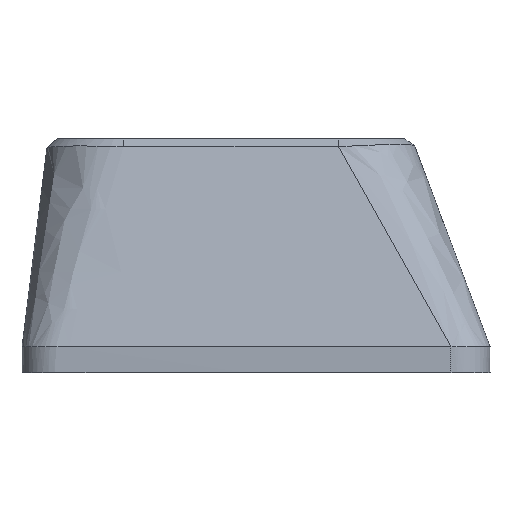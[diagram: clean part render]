
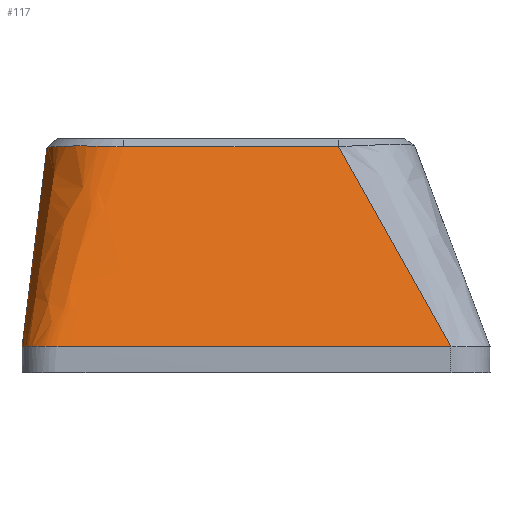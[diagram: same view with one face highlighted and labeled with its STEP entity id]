
A CAD part, left-side view. The second image highlights one B-rep face of the part: STEP entity #117.
In plain terms, the highlighted free-form (B-spline) face has degree [1, 2] with [2, 9] control points.
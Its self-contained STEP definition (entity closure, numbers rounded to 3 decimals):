
#117=ADVANCED_FACE('',(#206),#1355,.T.);
#206=FACE_OUTER_BOUND('',#301,.T.);
#301=EDGE_LOOP('',(#744,#745,#746,#747,#748,#749,#750));
#744=ORIENTED_EDGE('',*,*,#834,.F.);
#745=ORIENTED_EDGE('',*,*,#833,.T.);
#746=ORIENTED_EDGE('',*,*,#840,.T.);
#747=ORIENTED_EDGE('',*,*,#849,.T.);
#748=ORIENTED_EDGE('',*,*,#848,.T.);
#749=ORIENTED_EDGE('',*,*,#847,.T.);
#750=ORIENTED_EDGE('',*,*,#977,.F.);
#833=EDGE_CURVE('',#1257,#1260,#997,.T.);
#834=EDGE_CURVE('',#1257,#1349,#998,.T.);
#840=EDGE_CURVE('',#1260,#1268,#1081,.T.);
#847=EDGE_CURVE('',#1266,#1265,#1088,.T.);
#848=EDGE_CURVE('',#1267,#1266,#1089,.T.);
#849=EDGE_CURVE('',#1268,#1267,#1090,.T.);
#977=EDGE_CURVE('',#1349,#1265,#1013,.T.);
#997=(
BOUNDED_CURVE()
B_SPLINE_CURVE(1,(#2288,#2289),.UNSPECIFIED.,.F.,.F.)
B_SPLINE_CURVE_WITH_KNOTS((2,2),(1.,10.038),.UNSPECIFIED.)
CURVE()
GEOMETRIC_REPRESENTATION_ITEM()
RATIONAL_B_SPLINE_CURVE((1.,1.))
REPRESENTATION_ITEM('')
);
#998=(
BOUNDED_CURVE()
B_SPLINE_CURVE(2,(#2290,#2291,#2292,#2293,#2294,#2295,#2296,#2297,#2298),
 .UNSPECIFIED.,.F.,.F.)
B_SPLINE_CURVE_WITH_KNOTS((3,2,2,2,3),(-91.,-77.05,-72.667,
-49.883,-45.5),.UNSPECIFIED.)
CURVE()
GEOMETRIC_REPRESENTATION_ITEM()
RATIONAL_B_SPLINE_CURVE((1.,1.,1.,0.707,1.,1.,1.,0.707,
1.))
REPRESENTATION_ITEM('')
);
#1013=(
BOUNDED_CURVE()
B_SPLINE_CURVE(1,(#2709,#2710),.UNSPECIFIED.,.F.,.F.)
B_SPLINE_CURVE_WITH_KNOTS((2,2),(1.,10.038),.UNSPECIFIED.)
CURVE()
GEOMETRIC_REPRESENTATION_ITEM()
RATIONAL_B_SPLINE_CURVE((1.,1.))
REPRESENTATION_ITEM('')
);
#1081=B_SPLINE_CURVE_WITH_KNOTS('',3,(#2327,#2328,#2329,#2330),
 .UNSPECIFIED.,.F.,.F.,(4,4),(-0.17,8.095),
 .UNSPECIFIED.);
#1088=B_SPLINE_CURVE_WITH_KNOTS('',3,(#2356,#2357,#2358,#2359,#2360),
 .UNSPECIFIED.,.F.,.F.,(4,1,4),(29.893,31.886,33.884),
 .UNSPECIFIED.);
#1089=B_SPLINE_CURVE_WITH_KNOTS('',3,(#2361,#2362,#2363,#2364),
 .UNSPECIFIED.,.F.,.F.,(4,4),(12.086,29.893),
 .UNSPECIFIED.);
#1090=B_SPLINE_CURVE_WITH_KNOTS('',3,(#2365,#2366,#2367,#2368,#2369),
 .UNSPECIFIED.,.F.,.F.,(4,1,4),(8.095,10.092,12.086),
 .UNSPECIFIED.);
#1257=VERTEX_POINT('',#1921);
#1260=VERTEX_POINT('',#1924);
#1265=VERTEX_POINT('',#1929);
#1266=VERTEX_POINT('',#1930);
#1267=VERTEX_POINT('',#1931);
#1268=VERTEX_POINT('',#1932);
#1349=VERTEX_POINT('',#2013);
#1355=(
BOUNDED_SURFACE()
B_SPLINE_SURFACE(1,2,((#1780,#1781,#1782,#1783,#1784,#1785,#1786,#1787,
#1788),(#1789,#1790,#1791,#1792,#1793,#1794,#1795,#1796,#1797)),
 .UNSPECIFIED.,.F.,.F.,.F.)
B_SPLINE_SURFACE_WITH_KNOTS((2,2),(3,2,2,2,3),(1.,10.394),(-91.,
-77.05,-72.667,-49.883,-45.5),
 .UNSPECIFIED.)
GEOMETRIC_REPRESENTATION_ITEM()
RATIONAL_B_SPLINE_SURFACE(((1.,1.,1.,0.707,1.,1.,1.,0.707,
1.),(1.,1.,1.,0.707,1.,1.,1.,0.707,1.)))
REPRESENTATION_ITEM('')
SURFACE()
);
#1780=CARTESIAN_POINT('',(-42.5,-45.5,6.));
#1781=CARTESIAN_POINT('',(-42.5,-38.,6.));
#1782=CARTESIAN_POINT('',(-42.5,-30.5,6.));
#1783=CARTESIAN_POINT('',(-42.5,-29.,6.));
#1784=CARTESIAN_POINT('',(-41.,-29.,6.));
#1785=CARTESIAN_POINT('',(-28.75,-29.,6.));
#1786=CARTESIAN_POINT('',(-16.5,-29.,6.));
#1787=CARTESIAN_POINT('',(-15.,-29.,6.));
#1788=CARTESIAN_POINT('',(-15.,-30.5,6.));
#1789=CARTESIAN_POINT('',(-40.5,-41.,14.));
#1790=CARTESIAN_POINT('',(-40.5,-37.,14.));
#1791=CARTESIAN_POINT('',(-40.5,-33.,14.));
#1792=CARTESIAN_POINT('',(-40.5,-30.,14.));
#1793=CARTESIAN_POINT('',(-37.5,-30.,14.));
#1794=CARTESIAN_POINT('',(-28.75,-30.,14.));
#1795=CARTESIAN_POINT('',(-20.,-30.,14.));
#1796=CARTESIAN_POINT('',(-17.,-30.,14.));
#1797=CARTESIAN_POINT('',(-17.,-33.,14.));
#1921=CARTESIAN_POINT('',(-42.5,-45.5,6.));
#1924=CARTESIAN_POINT('',(-40.576,-41.17,13.697));
#1929=CARTESIAN_POINT('',(-16.924,-32.905,13.697));
#1930=CARTESIAN_POINT('',(-19.847,-29.956,13.65));
#1931=CARTESIAN_POINT('',(-37.653,-29.956,13.65));
#1932=CARTESIAN_POINT('',(-40.576,-32.905,13.697));
#2013=CARTESIAN_POINT('',(-15.,-30.5,6.));
#2288=CARTESIAN_POINT('',(-42.5,-45.5,6.));
#2289=CARTESIAN_POINT('',(-40.576,-41.17,13.697));
#2290=CARTESIAN_POINT('',(-42.5,-45.5,6.));
#2291=CARTESIAN_POINT('',(-42.5,-38.,6.));
#2292=CARTESIAN_POINT('',(-42.5,-30.5,6.));
#2293=CARTESIAN_POINT('',(-42.5,-29.,6.));
#2294=CARTESIAN_POINT('',(-41.,-29.,6.));
#2295=CARTESIAN_POINT('',(-28.75,-29.,6.));
#2296=CARTESIAN_POINT('',(-16.5,-29.,6.));
#2297=CARTESIAN_POINT('',(-15.,-29.,6.));
#2298=CARTESIAN_POINT('',(-15.,-30.5,6.));
#2327=CARTESIAN_POINT('',(-40.576,-41.17,13.697));
#2328=CARTESIAN_POINT('',(-40.576,-38.415,13.697));
#2329=CARTESIAN_POINT('',(-40.576,-35.66,13.697));
#2330=CARTESIAN_POINT('',(-40.576,-32.905,13.697));
#2356=CARTESIAN_POINT('',(-19.847,-29.956,13.65));
#2357=CARTESIAN_POINT('',(-19.071,-29.959,13.696));
#2358=CARTESIAN_POINT('',(-17.571,-30.633,13.748));
#2359=CARTESIAN_POINT('',(-16.93,-32.135,13.727));
#2360=CARTESIAN_POINT('',(-16.924,-32.905,13.697));
#2361=CARTESIAN_POINT('',(-37.653,-29.956,13.65));
#2362=CARTESIAN_POINT('',(-31.718,-29.956,13.65));
#2363=CARTESIAN_POINT('',(-25.782,-29.956,13.65));
#2364=CARTESIAN_POINT('',(-19.847,-29.956,13.65));
#2365=CARTESIAN_POINT('',(-40.576,-32.905,13.697));
#2366=CARTESIAN_POINT('',(-40.57,-32.135,13.727));
#2367=CARTESIAN_POINT('',(-39.929,-30.633,13.748));
#2368=CARTESIAN_POINT('',(-38.429,-29.959,13.696));
#2369=CARTESIAN_POINT('',(-37.653,-29.956,13.65));
#2709=CARTESIAN_POINT('',(-15.,-30.5,6.));
#2710=CARTESIAN_POINT('',(-16.924,-32.905,13.697));
